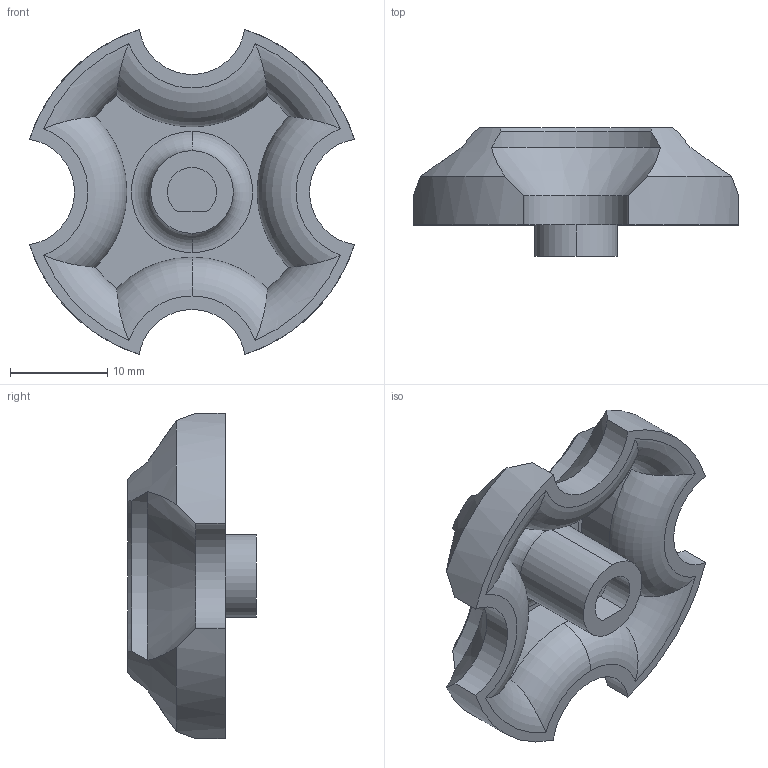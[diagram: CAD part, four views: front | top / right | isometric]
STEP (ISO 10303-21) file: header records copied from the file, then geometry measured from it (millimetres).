
FILE_DESCRIPTION (( 'STEP AP214' ), '1' );
FILE_NAME ('Thumb Wheel.STEP', '2023-10-12T16:06:43', ( '' ), ( '' ), 'SwSTEP 2.0', 'SolidWorks 2023', '' );
FILE_SCHEMA (( 'AUTOMOTIVE_DESIGN' ));
Length unit declared in the file: millimetre
Products named in the file (1): Thumb Wheel
Bounding box: 33.48 x 13.2 x 33.48 mm (x, y, z)
Volume: 4141.7 mm3; surface area: 3291.2 mm2
Topology: 1 solids, 1 shells, 57 faces, 143 edges, 91 vertices
Faces by surface type: cylinder 26, cone 14, torus 11, plane 6
Entity records: 1968 total; most frequent: CARTESIAN_POINT 588, DIRECTION 295, ORIENTED_EDGE 286, EDGE_CURVE 143, AXIS2_PLACEMENT_3D 134, VERTEX_POINT 91, CIRCLE 76, EDGE_LOOP 60
